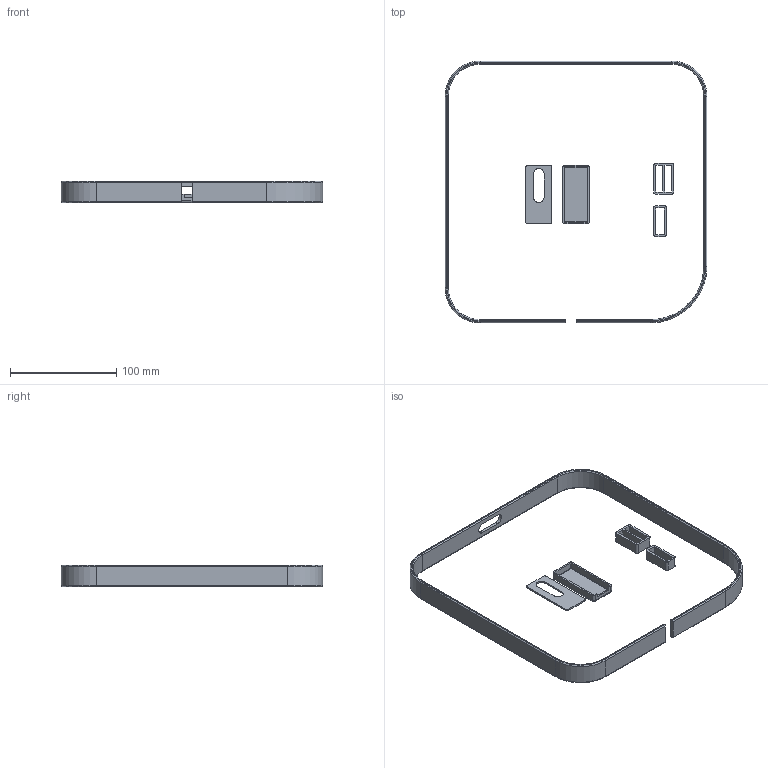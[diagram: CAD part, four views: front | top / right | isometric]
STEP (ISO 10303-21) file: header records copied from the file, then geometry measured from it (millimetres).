
FILE_DESCRIPTION(/* description */ (''),/* implementation_level */ '2;1');
FILE_NAME(/* name */ '',/* time_stamp */ '2025-05-16T13:10:26+08:00',/* author */ (''),/* organization */ (''),/* preprocessor_version */ 'ST-DEVELOPER v20.1',/* originating_system */ 'Autodesk Translation Framework v14.4.0.0',/* authorisation */ '');
FILE_SCHEMA (('AUTOMOTIVE_DESIGN { 1 0 10303 214 3 1 1 }'));
Length unit declared in the file: millimetre
Products named in the file (1): 项圈
Bounding box: 246 x 246 x 20 mm (x, y, z)
Volume: 60956.3 mm3; surface area: 51131.6 mm2
Topology: 5 solids, 5 shells, 146 faces, 352 edges, 216 vertices
Faces by surface type: plane 62, cylinder 60, torus 16, sphere 8
Entity records: 4273 total; most frequent: DIRECTION 782, CARTESIAN_POINT 715, ORIENTED_EDGE 704, EDGE_CURVE 352, AXIS2_PLACEMENT_3D 283, LINE 216, VECTOR 216, VERTEX_POINT 216
